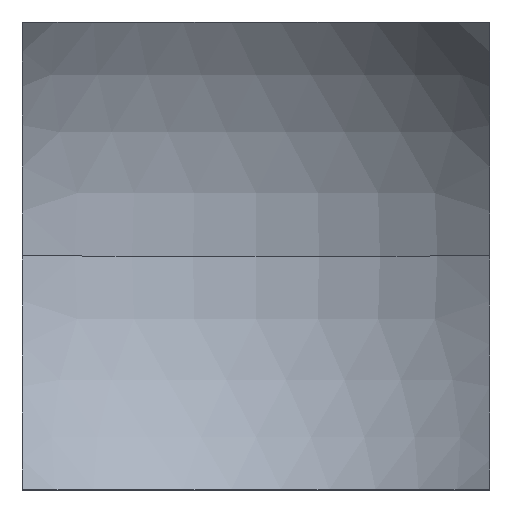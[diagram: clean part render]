
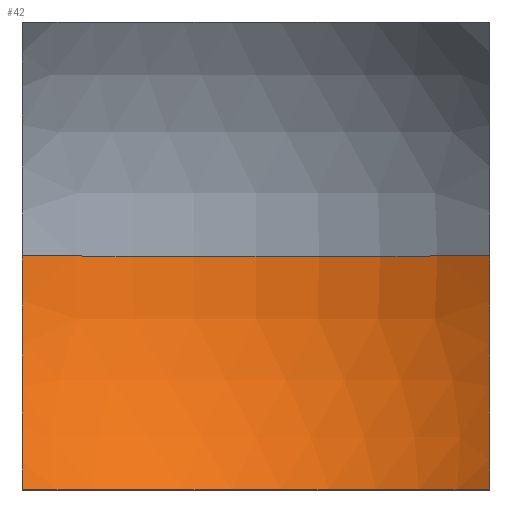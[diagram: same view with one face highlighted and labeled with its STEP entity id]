
A CAD part, top view. The second image highlights one B-rep face of the part: STEP entity #42.
In plain terms, the highlighted spherical face has radius 10 mm.
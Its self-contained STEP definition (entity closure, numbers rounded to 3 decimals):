
#6 = DIRECTION ( 'NONE',  ( 1., 0., 0. ) ) ;
#10 = CARTESIAN_POINT ( 'NONE',  ( 0., 0., 13. ) ) ;
#18 = DIRECTION ( 'NONE',  ( 0., 1., 0. ) ) ;
#19 = DIRECTION ( 'NONE',  ( 1., 0., 0. ) ) ;
#29 = CARTESIAN_POINT ( 'NONE',  ( 6.25, 0., 13. ) ) ;
#32 = CIRCLE ( 'NONE', #120, 7.806 ) ;
#34 = VERTEX_POINT ( 'NONE', #177 ) ;
#37 = CARTESIAN_POINT ( 'NONE',  ( 6.25, 0., 5.194 ) ) ;
#42 = ADVANCED_FACE ( 'NONE', ( #135 ), #59, .F. ) ;
#44 = AXIS2_PLACEMENT_3D ( 'NONE', #148, #194, #162 ) ;
#49 = VERTEX_POINT ( 'NONE', #210 ) ;
#59 = SPHERICAL_SURFACE ( 'NONE', #240, 10. ) ;
#73 = CARTESIAN_POINT ( 'NONE',  ( 6.25, -6.25, 8.323 ) ) ;
#74 = DIRECTION ( 'NONE',  ( 0., 0., 1. ) ) ;
#78 = CARTESIAN_POINT ( 'NONE',  ( 0., -6.25, 13. ) ) ;
#83 = EDGE_CURVE ( 'NONE', #88, #34, #32, .T. ) ;
#85 = DIRECTION ( 'NONE',  ( 0., 0., -1. ) ) ;
#88 = VERTEX_POINT ( 'NONE', #73 ) ;
#99 = DIRECTION ( 'NONE',  ( 0., 1., 0. ) ) ;
#100 = AXIS2_PLACEMENT_3D ( 'NONE', #29, #6, #242 ) ;
#104 = EDGE_CURVE ( 'NONE', #49, #207, #131, .T. ) ;
#111 = ORIENTED_EDGE ( 'NONE', *, *, #185, .F. ) ;
#118 = CARTESIAN_POINT ( 'NONE',  ( 0., 0., 13. ) ) ;
#120 = AXIS2_PLACEMENT_3D ( 'NONE', #78, #18, #74 ) ;
#121 = ORIENTED_EDGE ( 'NONE', *, *, #134, .F. ) ;
#127 = DIRECTION ( 'NONE',  ( 0., -1., 0. ) ) ;
#129 = ORIENTED_EDGE ( 'NONE', *, *, #104, .T. ) ;
#131 = CIRCLE ( 'NONE', #139, 10. ) ;
#134 = EDGE_CURVE ( 'NONE', #49, #204, #170, .T. ) ;
#135 = FACE_OUTER_BOUND ( 'NONE', #227, .T. ) ;
#136 = DIRECTION ( 'NONE',  ( 0., 1., 0. ) ) ;
#139 = AXIS2_PLACEMENT_3D ( 'NONE', #154, #136, #236 ) ;
#148 = CARTESIAN_POINT ( 'NONE',  ( -6.25, 0., 13. ) ) ;
#149 = ORIENTED_EDGE ( 'NONE', *, *, #208, .T. ) ;
#154 = CARTESIAN_POINT ( 'NONE',  ( 0., 0., 13. ) ) ;
#157 = CIRCLE ( 'NONE', #100, 7.806 ) ;
#162 = DIRECTION ( 'NONE',  ( 0., 0., -1. ) ) ;
#170 = CIRCLE ( 'NONE', #176, 10. ) ;
#176 = AXIS2_PLACEMENT_3D ( 'NONE', #10, #127, #85 ) ;
#177 = CARTESIAN_POINT ( 'NONE',  ( -6.25, -6.25, 8.323 ) ) ;
#180 = ORIENTED_EDGE ( 'NONE', *, *, #83, .F. ) ;
#185 = EDGE_CURVE ( 'NONE', #34, #207, #228, .T. ) ;
#194 = DIRECTION ( 'NONE',  ( 1., 0., 0. ) ) ;
#204 = VERTEX_POINT ( 'NONE', #37 ) ;
#207 = VERTEX_POINT ( 'NONE', #247 ) ;
#208 = EDGE_CURVE ( 'NONE', #88, #204, #157, .T. ) ;
#210 = CARTESIAN_POINT ( 'NONE',  ( 0., 0., 3. ) ) ;
#227 = EDGE_LOOP ( 'NONE', ( #121, #129, #111, #180, #149 ) ) ;
#228 = CIRCLE ( 'NONE', #44, 7.806 ) ;
#236 = DIRECTION ( 'NONE',  ( -1., 0., 0. ) ) ;
#240 = AXIS2_PLACEMENT_3D ( 'NONE', #118, #99, #19 ) ;
#242 = DIRECTION ( 'NONE',  ( 0., 0., -1. ) ) ;
#247 = CARTESIAN_POINT ( 'NONE',  ( -6.25, 0., 5.194 ) ) ;
